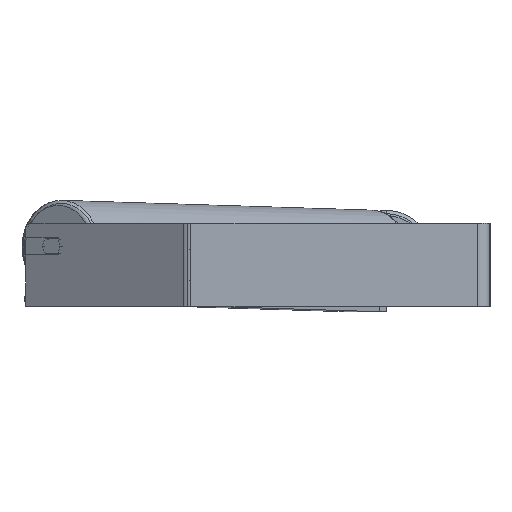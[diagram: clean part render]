
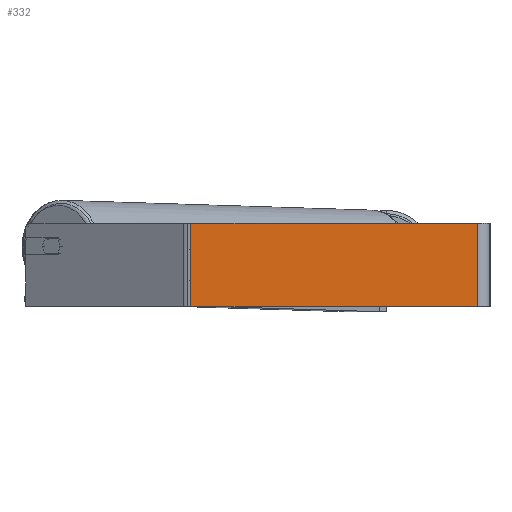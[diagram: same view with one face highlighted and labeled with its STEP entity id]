
A CAD part, left-side view. The second image highlights one B-rep face of the part: STEP entity #332.
In plain terms, the highlighted planar face has unit normal (-1, 0, 0).
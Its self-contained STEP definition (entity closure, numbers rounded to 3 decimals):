
#138 = DIRECTION ( 'NONE',  ( 0., -1., 0. ) ) ;
#306 = VECTOR ( 'NONE', #3774, 1000. ) ;
#332 = ADVANCED_FACE ( 'NONE', ( #2743 ), #5631, .F. ) ;
#399 = EDGE_CURVE ( 'NONE', #1723, #4787, #7862, .T. ) ;
#448 = EDGE_CURVE ( 'NONE', #5269, #1723, #2359, .T. ) ;
#681 = ORIENTED_EDGE ( 'NONE', *, *, #448, .F. ) ;
#809 = LINE ( 'NONE', #2751, #3437 ) ;
#1077 = CARTESIAN_POINT ( 'NONE',  ( -840., 12., 40. ) ) ;
#1723 = VERTEX_POINT ( 'NONE', #1077 ) ;
#1826 = AXIS2_PLACEMENT_3D ( 'NONE', #6868, #8517, #2039 ) ;
#1993 = EDGE_CURVE ( 'NONE', #5269, #7324, #5763, .T. ) ;
#2039 = DIRECTION ( 'NONE',  ( 0., 0., -1. ) ) ;
#2089 = CARTESIAN_POINT ( 'NONE',  ( -840., 12., 40. ) ) ;
#2359 = LINE ( 'NONE', #3732, #306 ) ;
#2366 = CARTESIAN_POINT ( 'NONE',  ( -840., 288.153, 40. ) ) ;
#2743 = FACE_OUTER_BOUND ( 'NONE', #6355, .T. ) ;
#2751 = CARTESIAN_POINT ( 'NONE',  ( -840., 291.937, -40. ) ) ;
#3331 = VECTOR ( 'NONE', #7203, 1000. ) ;
#3437 = VECTOR ( 'NONE', #138, 1000. ) ;
#3593 = DIRECTION ( 'NONE',  ( 0., 0., -1. ) ) ;
#3732 = CARTESIAN_POINT ( 'NONE',  ( -840., 291.937, 40. ) ) ;
#3752 = ORIENTED_EDGE ( 'NONE', *, *, #1993, .T. ) ;
#3774 = DIRECTION ( 'NONE',  ( 0., -1., 0. ) ) ;
#3930 = CARTESIAN_POINT ( 'NONE',  ( -840., 288.153, -40. ) ) ;
#4787 = VERTEX_POINT ( 'NONE', #5607 ) ;
#4962 = ORIENTED_EDGE ( 'NONE', *, *, #7621, .T. ) ;
#5269 = VERTEX_POINT ( 'NONE', #2366 ) ;
#5607 = CARTESIAN_POINT ( 'NONE',  ( -840., 12., -40. ) ) ;
#5631 = PLANE ( 'NONE',  #1826 ) ;
#5763 = LINE ( 'NONE', #9324, #8805 ) ;
#6355 = EDGE_LOOP ( 'NONE', ( #4962, #6605, #681, #3752 ) ) ;
#6605 = ORIENTED_EDGE ( 'NONE', *, *, #399, .F. ) ;
#6868 = CARTESIAN_POINT ( 'NONE',  ( -840., 291.937, 40. ) ) ;
#7203 = DIRECTION ( 'NONE',  ( 0., 0., -1. ) ) ;
#7324 = VERTEX_POINT ( 'NONE', #3930 ) ;
#7621 = EDGE_CURVE ( 'NONE', #7324, #4787, #809, .T. ) ;
#7862 = LINE ( 'NONE', #2089, #3331 ) ;
#8517 = DIRECTION ( 'NONE',  ( 1., 0., 0. ) ) ;
#8805 = VECTOR ( 'NONE', #3593, 1000. ) ;
#9324 = CARTESIAN_POINT ( 'NONE',  ( -840., 288.153, 40. ) ) ;
